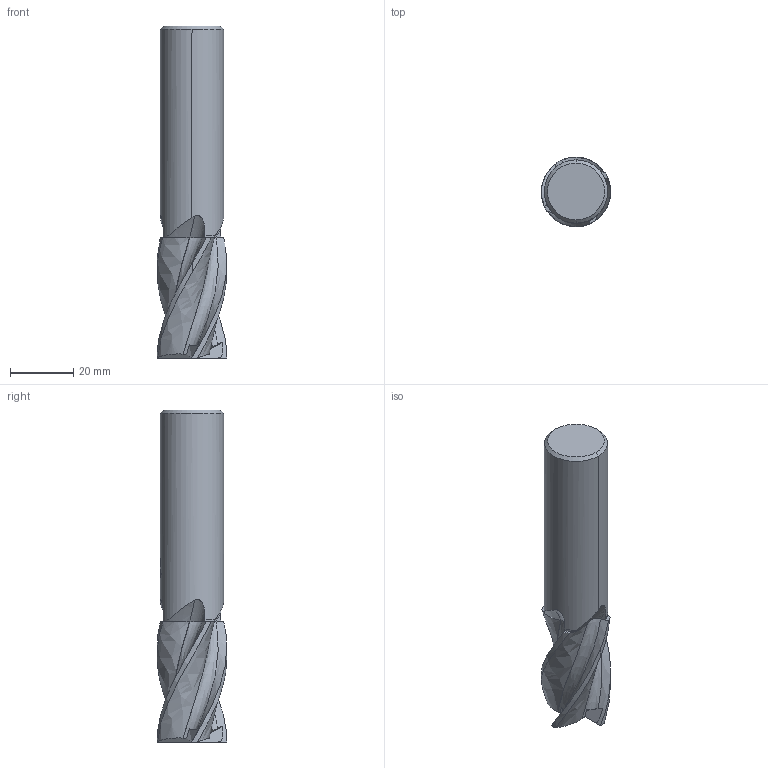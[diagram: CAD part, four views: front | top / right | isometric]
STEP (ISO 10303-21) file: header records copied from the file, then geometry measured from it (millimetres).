
FILE_DESCRIPTION(('no description'),'unknown implementation level');
FILE_NAME('solidIvn1I_2khw3HJa2MX3xIBp18n2A_1.STP',' ',('CIM GmbH Aachen'),('CADClick - KiM GmbH - www.kimweb.de'),'unknown preprocess','ACIS','unknown authorization');
FILE_SCHEMA(('automotive_design'));
Length unit declared in the file: millimetre
Products named in the file (2): 1; 2
Bounding box: 22 x 22 x 105 mm (x, y, z)
Volume: 28318.2 mm3; surface area: 8073.5 mm2
Topology: 2 solids, 2 shells, 87 faces, 245 edges, 161 vertices
Faces by surface type: plane 34, bspline 20, cylinder 13, revolution 12, cone 8
Entity records: 12100 total; most frequent: CARTESIAN_POINT 7348, STYLED_ITEM 495, PRESENTATION_STYLE_ASSIGNMENT 495, COLOUR_RGB 495, ORIENTED_EDGE 490, DIRECTION 294, EDGE_CURVE 245, CURVE_STYLE 245
